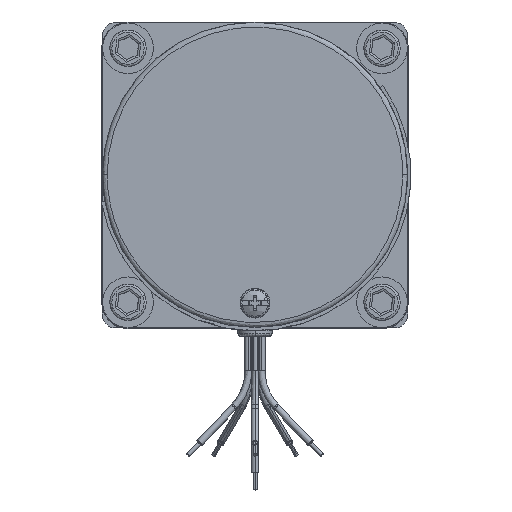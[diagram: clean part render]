
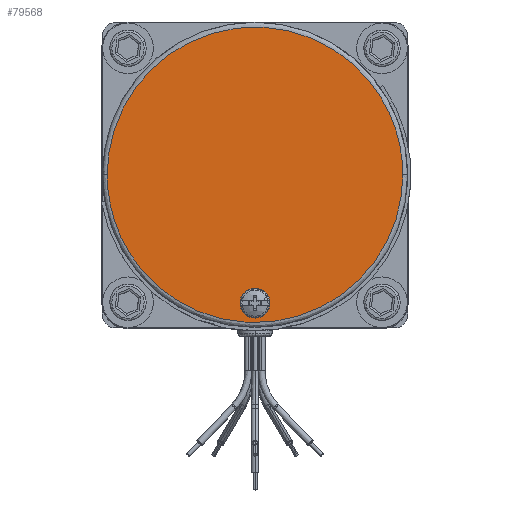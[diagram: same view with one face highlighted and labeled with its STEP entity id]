
A CAD part, top view. The second image highlights one B-rep face of the part: STEP entity #79568.
In plain terms, the highlighted planar face has unit normal (0, 0, 1).
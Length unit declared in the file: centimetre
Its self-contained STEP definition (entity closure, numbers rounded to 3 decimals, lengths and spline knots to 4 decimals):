
#12802 = EDGE_CURVE ( 'NONE', #96601, #96694, #39908, .T. ) ;
#12814 = EDGE_CURVE ( 'NONE', #96617, #96576, #39909, .T. ) ;
#24816 = CARTESIAN_POINT ( 'NONE',  ( 2.7432, 0., 35.0164 ) ) ;
#24886 = CARTESIAN_POINT ( 'NONE',  ( 0.2416, -2.3812, 35.0164 ) ) ;
#24928 = CARTESIAN_POINT ( 'NONE',  ( -2.7432, 0., 35.0164 ) ) ;
#25129 = CARTESIAN_POINT ( 'NONE',  ( -0.2416, -2.3812, 35.0164 ) ) ;
#39908 =( BOUNDED_CURVE ( )  B_SPLINE_CURVE ( 3, ( #90484, #90600, #90361, #48129 ),
 .UNSPECIFIED., .F., .F. ) 
 B_SPLINE_CURVE_WITH_KNOTS ( ( 4, 4 ),
 ( 0.25, 0.75 ),
 .UNSPECIFIED. ) 
 CURVE ( )  GEOMETRIC_REPRESENTATION_ITEM ( )  RATIONAL_B_SPLINE_CURVE ( ( 1., 0.333, 0.333, 1. ) ) 
 REPRESENTATION_ITEM ( '' )  );
#39909 =( BOUNDED_CURVE ( )  B_SPLINE_CURVE ( 3, ( #48091, #48088, #48262, #48168 ),
 .UNSPECIFIED., .F., .F. ) 
 B_SPLINE_CURVE_WITH_KNOTS ( ( 4, 4 ),
 ( 0.5972, 1.0972 ),
 .UNSPECIFIED. ) 
 CURVE ( )  GEOMETRIC_REPRESENTATION_ITEM ( )  RATIONAL_B_SPLINE_CURVE ( ( 1., 0.333, 0.333, 1. ) ) 
 REPRESENTATION_ITEM ( '' )  );
#48088 = CARTESIAN_POINT ( 'NONE',  ( -2.7432, 5.4864, 35.0164 ) ) ;
#48091 = CARTESIAN_POINT ( 'NONE',  ( -2.7432, 0., 35.0164 ) ) ;
#48129 = CARTESIAN_POINT ( 'NONE',  ( -0.2416, -2.3812, 35.0164 ) ) ;
#48168 = CARTESIAN_POINT ( 'NONE',  ( 2.7432, 0., 35.0164 ) ) ;
#48262 = CARTESIAN_POINT ( 'NONE',  ( 2.7432, 5.4864, 35.0164 ) ) ;
#49953 = DIRECTION ( 'NONE',  ( 0., 0., -1. ) ) ;
#49955 = CARTESIAN_POINT ( 'NONE',  ( 0., 0., 35.0164 ) ) ;
#49957 = PLANE ( 'NONE',  #70778 ) ;
#49959 = DIRECTION ( 'NONE',  ( 0., 1., 0. ) ) ;
#59616 =( BOUNDED_CURVE ( )  B_SPLINE_CURVE ( 3, ( #66696, #66693, #66699, #66700 ),
 .UNSPECIFIED., .F., .F. ) 
 B_SPLINE_CURVE_WITH_KNOTS ( ( 4, 4 ),
 ( 0.0972, 0.5972 ),
 .UNSPECIFIED. ) 
 CURVE ( )  GEOMETRIC_REPRESENTATION_ITEM ( )  RATIONAL_B_SPLINE_CURVE ( ( 1., 0.333, 0.333, 1. ) ) 
 REPRESENTATION_ITEM ( '' )  );
#59653 =( BOUNDED_CURVE ( )  B_SPLINE_CURVE ( 3, ( #67865, #67866, #67873, #67874 ),
 .UNSPECIFIED., .F., .F. ) 
 B_SPLINE_CURVE_WITH_KNOTS ( ( 4, 4 ),
 ( 0.75, 1.25 ),
 .UNSPECIFIED. ) 
 CURVE ( )  GEOMETRIC_REPRESENTATION_ITEM ( )  RATIONAL_B_SPLINE_CURVE ( ( 1., 0.333, 0.333, 1. ) ) 
 REPRESENTATION_ITEM ( '' )  );
#64458 = EDGE_LOOP ( 'NONE', ( #96527, #96528 ) ) ;
#64916 = EDGE_LOOP ( 'NONE', ( #96525, #96526 ) ) ;
#66693 = CARTESIAN_POINT ( 'NONE',  ( 2.7432, -5.4864, 35.0164 ) ) ;
#66696 = CARTESIAN_POINT ( 'NONE',  ( 2.7432, 0., 35.0164 ) ) ;
#66699 = CARTESIAN_POINT ( 'NONE',  ( -2.7432, -5.4864, 35.0164 ) ) ;
#66700 = CARTESIAN_POINT ( 'NONE',  ( -2.7432, 0., 35.0164 ) ) ;
#67865 = CARTESIAN_POINT ( 'NONE',  ( -0.2416, -2.3812, 35.0164 ) ) ;
#67866 = CARTESIAN_POINT ( 'NONE',  ( -0.2416, -2.8644, 35.0164 ) ) ;
#67873 = CARTESIAN_POINT ( 'NONE',  ( 0.2416, -2.8644, 35.0164 ) ) ;
#67874 = CARTESIAN_POINT ( 'NONE',  ( 0.2416, -2.3812, 35.0164 ) ) ;
#70013 = FACE_BOUND ( 'NONE', #64458, .T. ) ;
#70014 = FACE_OUTER_BOUND ( 'NONE', #64916, .T. ) ;
#70778 = AXIS2_PLACEMENT_3D ( 'NONE', #49955, #49953, #49959 ) ;
#78766 = EDGE_CURVE ( 'NONE', #96576, #96617, #59616, .T. ) ;
#79009 = EDGE_CURVE ( 'NONE', #96694, #96601, #59653, .T. ) ;
#79568 = ADVANCED_FACE ( 'NONE', ( #70014, #70013 ), #49957, .F. ) ;
#90361 = CARTESIAN_POINT ( 'NONE',  ( -0.2416, -1.8981, 35.0164 ) ) ;
#90484 = CARTESIAN_POINT ( 'NONE',  ( 0.2416, -2.3812, 35.0164 ) ) ;
#90600 = CARTESIAN_POINT ( 'NONE',  ( 0.2416, -1.8981, 35.0164 ) ) ;
#96525 = ORIENTED_EDGE ( 'NONE', *, *, #78766, .F. ) ;
#96526 = ORIENTED_EDGE ( 'NONE', *, *, #12814, .F. ) ;
#96527 = ORIENTED_EDGE ( 'NONE', *, *, #79009, .F. ) ;
#96528 = ORIENTED_EDGE ( 'NONE', *, *, #12802, .F. ) ;
#96576 = VERTEX_POINT ( 'NONE', #24816 ) ;
#96601 = VERTEX_POINT ( 'NONE', #24886 ) ;
#96617 = VERTEX_POINT ( 'NONE', #24928 ) ;
#96694 = VERTEX_POINT ( 'NONE', #25129 ) ;
